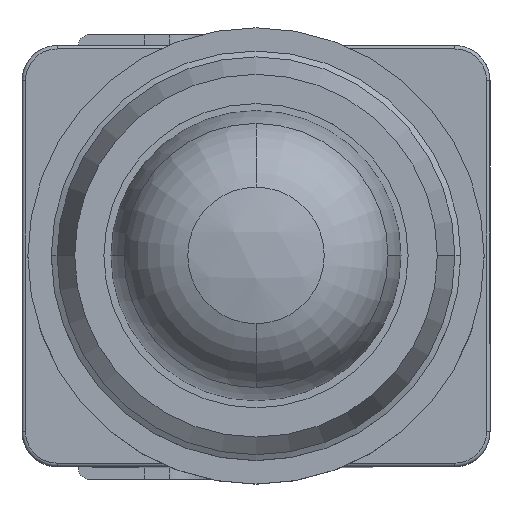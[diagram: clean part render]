
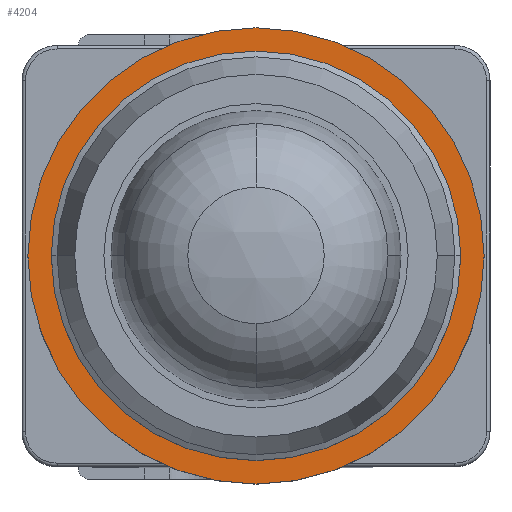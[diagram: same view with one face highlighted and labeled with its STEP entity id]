
A CAD part, top view. The second image highlights one B-rep face of the part: STEP entity #4204.
In plain terms, the highlighted planar face has unit normal (0, 0, 1).
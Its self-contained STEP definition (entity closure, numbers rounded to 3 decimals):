
#222 = EDGE_CURVE ( 'NONE', #4127, #1609, #1679, .T. ) ;
#392 = CARTESIAN_POINT ( 'NONE',  ( 14.75, 0., 1.5 ) ) ;
#623 = CIRCLE ( 'NONE', #6874, 14.75 ) ;
#794 = DIRECTION ( 'NONE',  ( 1., 0., 0. ) ) ;
#1465 = FACE_BOUND ( 'NONE', #8983, .T. ) ;
#1609 = VERTEX_POINT ( 'NONE', #392 ) ;
#1679 = CIRCLE ( 'NONE', #3863, 14.75 ) ;
#1767 = ORIENTED_EDGE ( 'NONE', *, *, #222, .F. ) ;
#1864 = FACE_OUTER_BOUND ( 'NONE', #12692, .T. ) ;
#2254 = DIRECTION ( 'NONE',  ( 0., 0., 1. ) ) ;
#2523 = DIRECTION ( 'NONE',  ( -1., 0., 0. ) ) ;
#2559 = CARTESIAN_POINT ( 'NONE',  ( 19.5, 0., 1.5 ) ) ;
#2577 = AXIS2_PLACEMENT_3D ( 'NONE', #3710, #2254, #794 ) ;
#2720 = VERTEX_POINT ( 'NONE', #9334 ) ;
#3178 = EDGE_CURVE ( 'NONE', #2720, #11593, #13454, .T. ) ;
#3710 = CARTESIAN_POINT ( 'NONE',  ( -19.734, -19.734, 1.5 ) ) ;
#3847 = EDGE_CURVE ( 'NONE', #11593, #2720, #12496, .T. ) ;
#3863 = AXIS2_PLACEMENT_3D ( 'NONE', #10011, #7305, #5932 ) ;
#3981 = DIRECTION ( 'NONE',  ( 0., 0., 1. ) ) ;
#4127 = VERTEX_POINT ( 'NONE', #9463 ) ;
#4204 = ADVANCED_FACE ( 'NONE', ( #1465, #1864 ), #5142, .T. ) ;
#4211 = AXIS2_PLACEMENT_3D ( 'NONE', #9069, #7705, #6342 ) ;
#5142 = PLANE ( 'NONE',  #2577 ) ;
#5355 = ORIENTED_EDGE ( 'NONE', *, *, #3847, .T. ) ;
#5388 = CARTESIAN_POINT ( 'NONE',  ( 0., 0., 1.5 ) ) ;
#5932 = DIRECTION ( 'NONE',  ( -1., 0., 0. ) ) ;
#6342 = DIRECTION ( 'NONE',  ( -1., 0., 0. ) ) ;
#6423 = DIRECTION ( 'NONE',  ( -1., 0., 0. ) ) ;
#6874 = AXIS2_PLACEMENT_3D ( 'NONE', #5388, #3981, #2523 ) ;
#7305 = DIRECTION ( 'NONE',  ( 0., 0., 1. ) ) ;
#7590 = AXIS2_PLACEMENT_3D ( 'NONE', #13130, #7784, #6423 ) ;
#7705 = DIRECTION ( 'NONE',  ( 0., 0., 1. ) ) ;
#7784 = DIRECTION ( 'NONE',  ( 0., 0., 1. ) ) ;
#8821 = EDGE_CURVE ( 'NONE', #1609, #4127, #623, .T. ) ;
#8983 = EDGE_LOOP ( 'NONE', ( #1767, #12603 ) ) ;
#9069 = CARTESIAN_POINT ( 'NONE',  ( 0., 0., 1.5 ) ) ;
#9334 = CARTESIAN_POINT ( 'NONE',  ( -19.5, 0., 1.5 ) ) ;
#9463 = CARTESIAN_POINT ( 'NONE',  ( -14.75, 0., 1.5 ) ) ;
#10011 = CARTESIAN_POINT ( 'NONE',  ( 0., 0., 1.5 ) ) ;
#10375 = ORIENTED_EDGE ( 'NONE', *, *, #3178, .T. ) ;
#11593 = VERTEX_POINT ( 'NONE', #2559 ) ;
#12496 = CIRCLE ( 'NONE', #7590, 19.5 ) ;
#12603 = ORIENTED_EDGE ( 'NONE', *, *, #8821, .F. ) ;
#12692 = EDGE_LOOP ( 'NONE', ( #10375, #5355 ) ) ;
#13130 = CARTESIAN_POINT ( 'NONE',  ( 0., 0., 1.5 ) ) ;
#13454 = CIRCLE ( 'NONE', #4211, 19.5 ) ;
